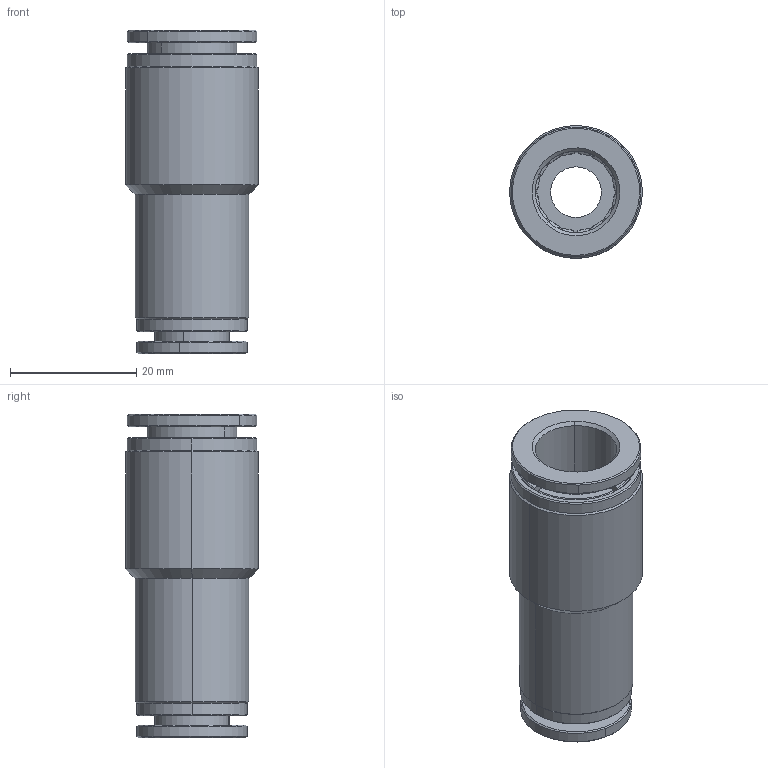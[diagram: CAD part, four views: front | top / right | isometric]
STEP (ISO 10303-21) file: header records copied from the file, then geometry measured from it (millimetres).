
FILE_DESCRIPTION (( 'STEP AP214' ), '1' );
FILE_NAME ('RUS1-2-3-8W.STEP', '2018-06-13T17:18:54', ( '' ), ( '' ), 'SwSTEP 2.0', 'SolidWorks 2016', '' );
FILE_SCHEMA (( 'AUTOMOTIVE_DESIGN' ));
Length unit declared in the file: millimetre
Products named in the file (1): RUS1-2-3-8W
Bounding box: 21 x 21 x 51.16 mm (x, y, z)
Volume: 8743.7 mm3; surface area: 12390.2 mm2
Topology: 11 solids, 11 shells, 766 faces, 2127 edges, 1392 vertices
Faces by surface type: plane 281, cone 252, cylinder 128, bspline 101, torus 4
Entity records: 35669 total; most frequent: CARTESIAN_POINT 8928, ORIENTED_EDGE 4254, DIRECTION 3290, EDGE_CURVE 2127, VERTEX_POINT 1392, AXIS2_PLACEMENT_3D 1358, B_SPLINE_CURVE_WITH_KNOTS 861, EDGE_LOOP 797
